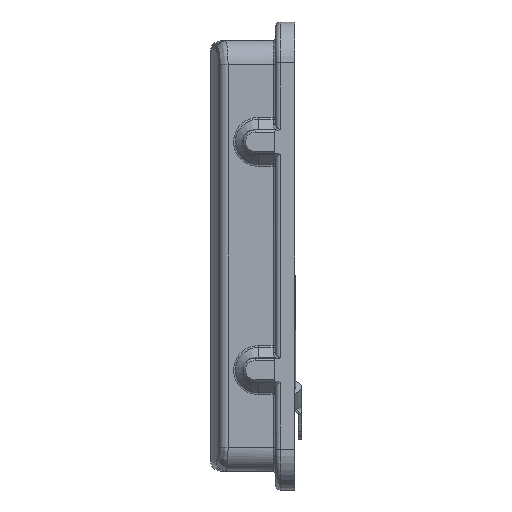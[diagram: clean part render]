
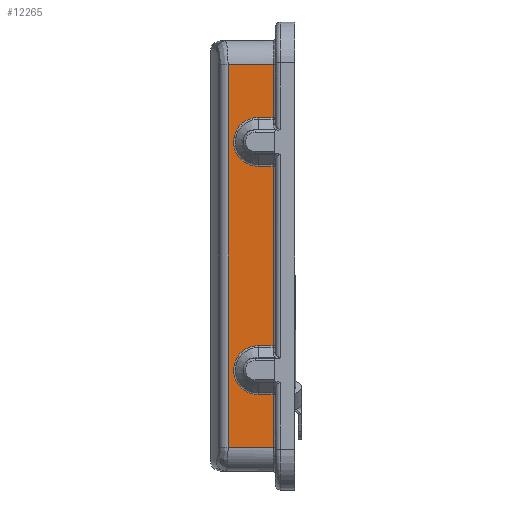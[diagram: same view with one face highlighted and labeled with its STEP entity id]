
A CAD part, front view. The second image highlights one B-rep face of the part: STEP entity #12265.
In plain terms, the highlighted planar face has unit normal (-0.009, -1, 0).
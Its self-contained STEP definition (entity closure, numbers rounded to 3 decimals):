
#3826=DIRECTION('',(0.,0.,-1.));
#3827=VECTOR('',#3826,79.528);
#3828=CARTESIAN_POINT('',(3.631,-19.764,39.764));
#3829=LINE('',#3828,#3827);
#3892=CARTESIAN_POINT('',(13.004,-19.846,
-39.846));
#3898=DIRECTION('',(-1.,0.009,0.009));
#3899=VECTOR('',#3898,9.374);
#3900=CARTESIAN_POINT('',(13.004,-19.846,
-39.846));
#3901=LINE('',#3900,#3899);
#3902=DIRECTION('',(1.,-0.009,0.009));
#3903=VECTOR('',#3902,9.374);
#3904=CARTESIAN_POINT('',(3.631,-19.764,39.764));
#3905=LINE('',#3904,#3903);
#3906=DIRECTION('',(-1.,0.009,-0.008));
#3907=VECTOR('',#3906,3.1);
#3908=CARTESIAN_POINT('',(13.004,-19.846,
-28.796));
#3909=LINE('',#3908,#3907);
#3910=CARTESIAN_POINT('',(9.904,-19.819,
-28.82));
#3911=CARTESIAN_POINT('',(9.52,-19.815,
-28.823));
#3912=CARTESIAN_POINT('',(8.772,-19.809,
-28.745));
#3913=CARTESIAN_POINT('',(7.682,-19.799,
-28.375));
#3914=CARTESIAN_POINT('',(6.701,-19.791,
-27.768));
#3915=CARTESIAN_POINT('',(5.891,-19.784,
-26.969));
#3916=CARTESIAN_POINT('',(5.27,-19.778,
-25.998));
#3917=CARTESIAN_POINT('',(4.883,-19.775,
-24.91));
#3918=CARTESIAN_POINT('',(4.75,-19.774,
-23.766));
#3919=CARTESIAN_POINT('',(4.876,-19.775,
-22.622));
#3920=CARTESIAN_POINT('',(5.254,-19.778,
-21.536));
#3921=CARTESIAN_POINT('',(5.867,-19.783,
-20.56));
#3922=CARTESIAN_POINT('',(6.676,-19.79,
-19.751));
#3923=CARTESIAN_POINT('',(7.662,-19.799,
-19.133));
#3924=CARTESIAN_POINT('',(8.762,-19.809,
-18.757));
#3925=CARTESIAN_POINT('',(9.517,-19.815,
-18.676));
#3926=CARTESIAN_POINT('',(9.904,-19.819,
-18.68));
#3938=DIRECTION('',(1.,-0.009,-0.008));
#3939=VECTOR('',#3938,3.1);
#3940=CARTESIAN_POINT('',(9.904,-19.819,
-18.68));
#3941=LINE('',#3940,#3939);
#3957=DIRECTION('',(0.,0.,1.));
#3958=VECTOR('',#3957,37.409);
#3959=CARTESIAN_POINT('',(13.004,-19.846,
-18.704));
#3960=LINE('',#3959,#3958);
#3980=DIRECTION('',(-1.,0.009,-0.008));
#3981=VECTOR('',#3980,3.1);
#3982=CARTESIAN_POINT('',(13.004,-19.846,18.704));
#3983=LINE('',#3982,#3981);
#3989=CARTESIAN_POINT('',(9.904,-19.819,18.68));
#3990=CARTESIAN_POINT('',(9.52,-19.815,18.677));
#3991=CARTESIAN_POINT('',(8.771,-19.809,18.755));
#3992=CARTESIAN_POINT('',(7.682,-19.799,19.125));
#3993=CARTESIAN_POINT('',(6.701,-19.791,19.732));
#3994=CARTESIAN_POINT('',(5.891,-19.784,20.531));
#3995=CARTESIAN_POINT('',(5.27,-19.778,21.502));
#3996=CARTESIAN_POINT('',(4.883,-19.775,22.59));
#3997=CARTESIAN_POINT('',(4.75,-19.774,23.734));
#3998=CARTESIAN_POINT('',(4.876,-19.775,24.878));
#3999=CARTESIAN_POINT('',(5.254,-19.778,25.964));
#4000=CARTESIAN_POINT('',(5.867,-19.783,26.94));
#4001=CARTESIAN_POINT('',(6.676,-19.79,27.749));
#4002=CARTESIAN_POINT('',(7.662,-19.799,28.367));
#4003=CARTESIAN_POINT('',(8.762,-19.809,28.743));
#4004=CARTESIAN_POINT('',(9.517,-19.815,28.824));
#4005=CARTESIAN_POINT('',(9.904,-19.819,28.82));
#4440=DIRECTION('',(1.,-0.009,-0.008));
#4441=VECTOR('',#4440,3.1);
#4442=CARTESIAN_POINT('',(9.904,-19.819,28.82));
#4443=LINE('',#4442,#4441);
#4454=DIRECTION('',(0.,0.,1.));
#4455=VECTOR('',#4454,11.05);
#4456=CARTESIAN_POINT('',(13.004,-19.846,28.796));
#4457=LINE('',#4456,#4455);
#4539=DIRECTION('',(0.,0.,1.));
#4540=VECTOR('',#4539,11.05);
#4541=CARTESIAN_POINT('',(13.004,-19.846,
-39.846));
#4542=LINE('',#4541,#4540);
#6114=CARTESIAN_POINT('',(3.631,-19.764,39.764));
#6115=VERTEX_POINT('',#6114);
#6116=CARTESIAN_POINT('',(3.631,-19.764,
-39.764));
#6117=VERTEX_POINT('',#6116);
#6122=VERTEX_POINT('',#3892);
#6123=CARTESIAN_POINT('',(13.004,-19.846,
-28.796));
#6124=CARTESIAN_POINT('',(9.904,-19.819,
-28.82));
#6125=VERTEX_POINT('',#6123);
#6126=VERTEX_POINT('',#6124);
#6127=CARTESIAN_POINT('',(13.004,-19.846,39.846));
#6128=VERTEX_POINT('',#6127);
#6129=CARTESIAN_POINT('',(13.004,-19.846,28.796));
#6130=VERTEX_POINT('',#6129);
#6131=CARTESIAN_POINT('',(9.904,-19.819,28.82));
#6132=VERTEX_POINT('',#6131);
#6133=VERTEX_POINT('',#3989);
#6134=CARTESIAN_POINT('',(13.004,-19.846,18.704));
#6135=VERTEX_POINT('',#6134);
#6136=CARTESIAN_POINT('',(13.004,-19.846,
-18.704));
#6137=VERTEX_POINT('',#6136);
#6138=CARTESIAN_POINT('',(9.904,-19.819,
-18.68));
#6139=VERTEX_POINT('',#6138);
#12236=CARTESIAN_POINT('',(13.5,-19.85,47.038));
#12237=DIRECTION('',(-0.009,-1.,0.));
#12238=DIRECTION('',(1.,-0.009,0.));
#12239=AXIS2_PLACEMENT_3D('',#12236,#12237,#12238);
#12240=PLANE('',#12239);
#12242=ORIENTED_EDGE('',*,*,#12241,.F.);
#12244=ORIENTED_EDGE('',*,*,#12243,.F.);
#12245=ORIENTED_EDGE('',*,*,#12231,.T.);
#12246=ORIENTED_EDGE('',*,*,#12061,.F.);
#12248=ORIENTED_EDGE('',*,*,#12247,.T.);
#12250=ORIENTED_EDGE('',*,*,#12249,.F.);
#12252=ORIENTED_EDGE('',*,*,#12251,.F.);
#12254=ORIENTED_EDGE('',*,*,#12253,.F.);
#12256=ORIENTED_EDGE('',*,*,#12255,.F.);
#12258=ORIENTED_EDGE('',*,*,#12257,.F.);
#12260=ORIENTED_EDGE('',*,*,#12259,.F.);
#12262=ORIENTED_EDGE('',*,*,#12261,.F.);
#12263=EDGE_LOOP('',(#12242,#12244,#12245,#12246,#12248,#12250,#12252,#12254,
#12256,#12258,#12260,#12262));
#12264=FACE_OUTER_BOUND('',#12263,.F.);
#3927=B_SPLINE_CURVE_WITH_KNOTS('',3,(#3910,#3911,#3912,#3913,#3914,#3915,#3916,
#3917,#3918,#3919,#3920,#3921,#3922,#3923,#3924,#3925,#3926),.UNSPECIFIED.,.F.,
.F.,(4,1,1,1,1,1,1,1,1,1,1,1,1,1,4),(0.,0.071,0.143,
0.214,0.286,0.357,0.429,0.5,
0.571,0.643,0.714,0.786,
0.857,0.929,1.),.UNSPECIFIED.);
#4006=B_SPLINE_CURVE_WITH_KNOTS('',3,(#3989,#3990,#3991,#3992,#3993,#3994,#3995,
#3996,#3997,#3998,#3999,#4000,#4001,#4002,#4003,#4004,#4005),.UNSPECIFIED.,.F.,
.F.,(4,1,1,1,1,1,1,1,1,1,1,1,1,1,4),(0.,0.071,0.143,
0.214,0.286,0.357,0.429,0.5,
0.571,0.643,0.714,0.786,
0.857,0.929,1.),.UNSPECIFIED.);
#12061=EDGE_CURVE('',#6115,#6117,#3829,.T.);
#12231=EDGE_CURVE('',#6122,#6117,#3901,.T.);
#12241=EDGE_CURVE('',#6125,#6126,#3909,.T.);
#12243=EDGE_CURVE('',#6122,#6125,#4542,.T.);
#12247=EDGE_CURVE('',#6115,#6128,#3905,.T.);
#12249=EDGE_CURVE('',#6130,#6128,#4457,.T.);
#12251=EDGE_CURVE('',#6132,#6130,#4443,.T.);
#12253=EDGE_CURVE('',#6133,#6132,#4006,.T.);
#12255=EDGE_CURVE('',#6135,#6133,#3983,.T.);
#12257=EDGE_CURVE('',#6137,#6135,#3960,.T.);
#12259=EDGE_CURVE('',#6139,#6137,#3941,.T.);
#12261=EDGE_CURVE('',#6126,#6139,#3927,.T.);
#12265=ADVANCED_FACE('',(#12264),#12240,.T.);
